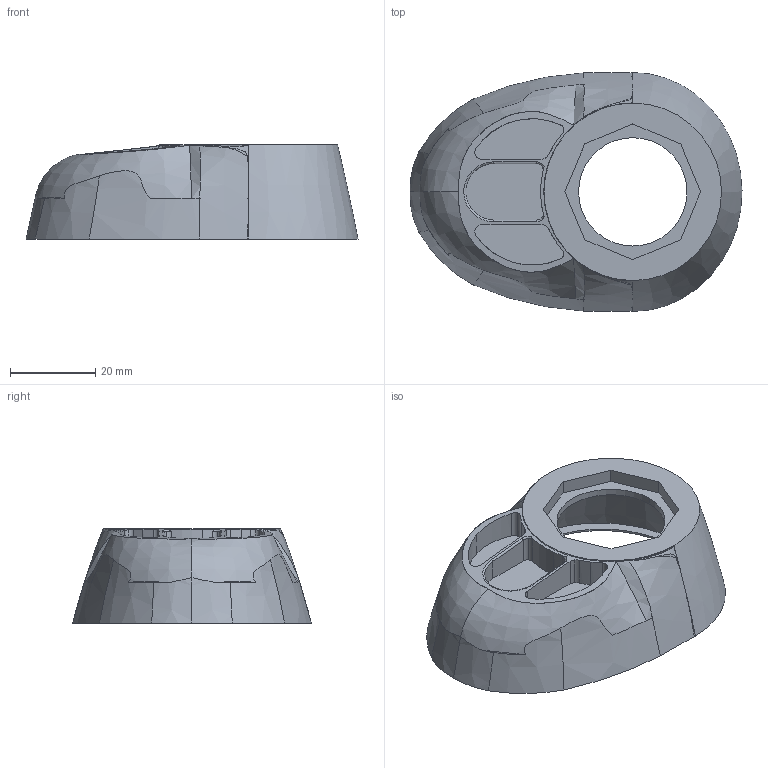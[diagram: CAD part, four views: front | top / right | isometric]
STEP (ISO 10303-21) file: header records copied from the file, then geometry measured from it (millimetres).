
FILE_DESCRIPTION(('STEP AP214'),'1');
FILE_NAME('tmp0.STP','2025-03-11T21:16:11',(' '),(' '),'Spatial InterOp 3D',' ',' ');
FILE_SCHEMA(('automotive_design'));
Length unit declared in the file: inch
Products named in the file (1): 1
Bounding box: 77.68 x 55.92 x 22.23 mm (x, y, z)
Volume: 9209 mm3; surface area: 15528 mm2
Topology: 1 solids, 1 shells, 240 faces, 726 edges, 493 vertices
Faces by surface type: bspline 103, cylinder 95, plane 40, cone 2
Entity records: 31540 total; most frequent: CARTESIAN_POINT 23952, ORIENTED_EDGE 1452, DIRECTION 790, EDGE_CURVE 726, VERTEX_POINT 493, B_SPLINE_CURVE_WITH_KNOTS 378, AXIS2_PLACEMENT_3D 312, EDGE_LOOP 251
